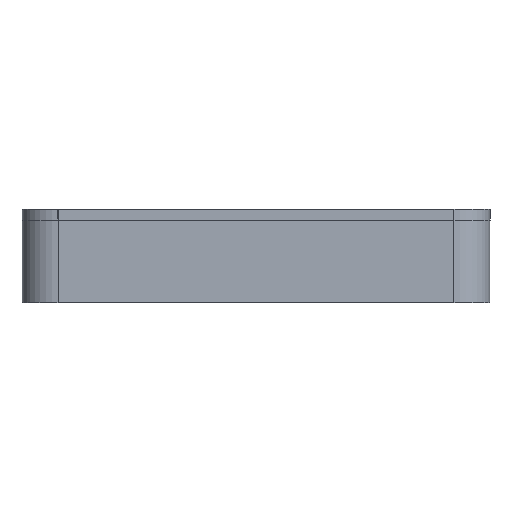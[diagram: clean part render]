
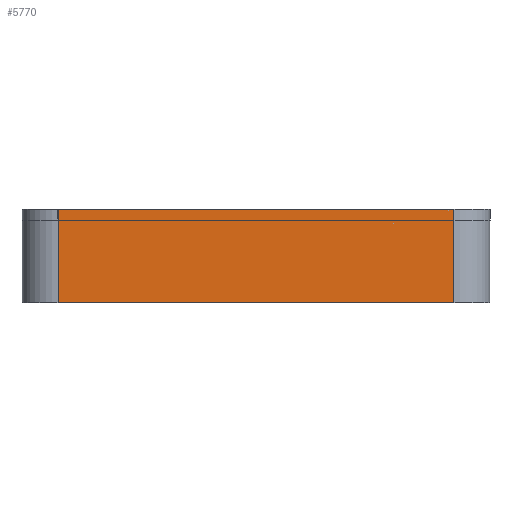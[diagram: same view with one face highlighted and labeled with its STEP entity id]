
A CAD part, front view. The second image highlights one B-rep face of the part: STEP entity #5770.
In plain terms, the highlighted planar face has unit normal (0, -1, 0).
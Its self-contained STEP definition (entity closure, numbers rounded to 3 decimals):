
#545=PLANE('',#6134);
#682=FACE_OUTER_BOUND('',#1004,.T.);
#1004=EDGE_LOOP('',(#3989,#3990,#3991,#3992));
#1373=LINE('',#7426,#1893);
#1378=LINE('',#7448,#1898);
#1380=LINE('',#7454,#1900);
#1381=LINE('',#7455,#1901);
#1893=VECTOR('',#6396,10.);
#1898=VECTOR('',#6419,10.);
#1900=VECTOR('',#6425,10.);
#1901=VECTOR('',#6426,10.);
#2488=VERTEX_POINT('',#7423);
#2489=VERTEX_POINT('',#7425);
#2497=VERTEX_POINT('',#7447);
#2499=VERTEX_POINT('',#7453);
#3081=EDGE_CURVE('',#2488,#2489,#1373,.T.);
#3092=EDGE_CURVE('',#2489,#2497,#1378,.T.);
#3095=EDGE_CURVE('',#2499,#2488,#1380,.T.);
#3096=EDGE_CURVE('',#2497,#2499,#1381,.T.);
#3989=ORIENTED_EDGE('',*,*,#3092,.F.);
#3990=ORIENTED_EDGE('',*,*,#3081,.F.);
#3991=ORIENTED_EDGE('',*,*,#3095,.F.);
#3992=ORIENTED_EDGE('',*,*,#3096,.F.);
#5770=ADVANCED_FACE('',(#682),#545,.T.);
#6134=AXIS2_PLACEMENT_3D('',#7452,#6423,#6424);
#6396=DIRECTION('',(1.,0.,0.));
#6419=DIRECTION('',(0.,0.,-1.));
#6423=DIRECTION('center_axis',(0.,-1.,0.));
#6424=DIRECTION('ref_axis',(1.,0.,0.));
#6425=DIRECTION('',(0.,0.,1.));
#6426=DIRECTION('',(-1.,0.,0.));
#7423=CARTESIAN_POINT('',(-5.,-10.,13.));
#7425=CARTESIAN_POINT('',(50.,-10.,13.));
#7426=CARTESIAN_POINT('',(55.,-10.,13.));
#7447=CARTESIAN_POINT('',(50.,-10.,0.));
#7448=CARTESIAN_POINT('',(50.,-10.,0.));
#7452=CARTESIAN_POINT('Origin',(-10.,-10.,0.));
#7453=CARTESIAN_POINT('',(-5.,-10.,0.));
#7454=CARTESIAN_POINT('',(-5.,-10.,0.));
#7455=CARTESIAN_POINT('',(55.,-10.,0.));
